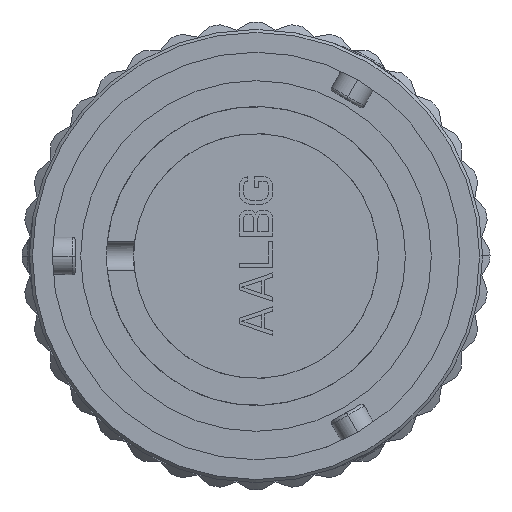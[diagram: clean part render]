
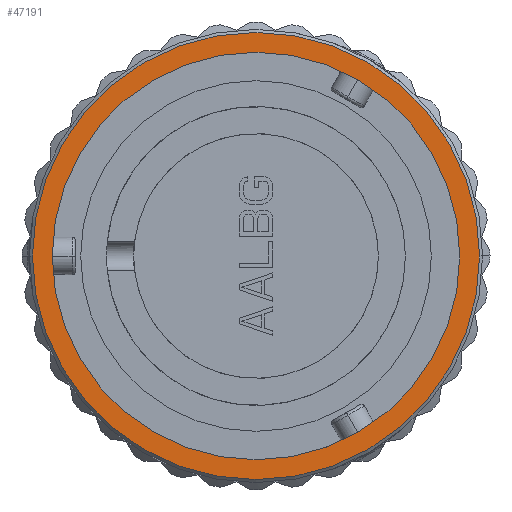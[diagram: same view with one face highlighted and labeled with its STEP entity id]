
A CAD part, left-side view. The second image highlights one B-rep face of the part: STEP entity #47191.
In plain terms, the highlighted planar face has unit normal (-1, 0, 0).
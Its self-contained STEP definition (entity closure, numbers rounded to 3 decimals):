
#2412=CARTESIAN_POINT('',(4.18,0.,0.));
#2413=DIRECTION('',(1.,0.,0.));
#2414=DIRECTION('',(0.,1.,0.));
#2415=AXIS2_PLACEMENT_3D('',#2412,#2413,#2414);
#2417=CARTESIAN_POINT('',(4.18,0.,0.));
#2418=DIRECTION('',(-1.,0.,0.));
#2419=DIRECTION('',(0.,1.,0.));
#2420=AXIS2_PLACEMENT_3D('',#2417,#2418,#2419);
#2422=CARTESIAN_POINT('',(4.18,0.,0.));
#2423=DIRECTION('',(1.,0.,0.));
#2424=DIRECTION('',(0.,1.,0.));
#2425=AXIS2_PLACEMENT_3D('',#2422,#2423,#2424);
#2427=CARTESIAN_POINT('',(4.18,0.,0.));
#2428=DIRECTION('',(-1.,0.,0.));
#2429=DIRECTION('',(0.,1.,0.));
#2430=AXIS2_PLACEMENT_3D('',#2427,#2428,#2429);
#43664=CARTESIAN_POINT('',(4.18,13.81,-0.002));
#43665=CARTESIAN_POINT('',(4.18,-13.81,0.002));
#43666=VERTEX_POINT('',#43664);
#43667=VERTEX_POINT('',#43665);
#44092=CARTESIAN_POINT('',(4.18,15.155,-0.002));
#44093=VERTEX_POINT('',#44092);
#44094=CARTESIAN_POINT('',(4.18,-15.155,0.002));
#44095=VERTEX_POINT('',#44094);
#47176=CARTESIAN_POINT('',(4.18,0.,0.));
#47177=DIRECTION('',(-1.,0.,0.));
#47178=DIRECTION('',(0.,-1.,0.));
#47179=AXIS2_PLACEMENT_3D('',#47176,#47177,#47178);
#47180=PLANE('1130',#47179);
#47181=ORIENTED_EDGE('11079',*,*,#47162,.F.);
#47182=ORIENTED_EDGE('11081',*,*,#47144,.T.);
#47183=EDGE_LOOP('1130',(#47181,#47182));
#47184=FACE_OUTER_BOUND('1130',#47183,.F.);
#47186=ORIENTED_EDGE('10805',*,*,#47185,.F.);
#47188=ORIENTED_EDGE('10803',*,*,#47187,.T.);
#47189=EDGE_LOOP('1130',(#47186,#47188));
#47190=FACE_BOUND('1130',#47189,.F.);
#2416=CIRCLE('11081',#2415,15.155);
#2421=CIRCLE('11079',#2420,15.155);
#2426=CIRCLE('10805',#2425,13.81);
#2431=CIRCLE('10803',#2430,13.81);
#47144=EDGE_CURVE('11081',#44093,#44095,#2416,.T.);
#47162=EDGE_CURVE('11079',#44093,#44095,#2421,.T.);
#47185=EDGE_CURVE('10805',#43666,#43667,#2426,.T.);
#47187=EDGE_CURVE('10803',#43666,#43667,#2431,.T.);
#47191=ADVANCED_FACE('1130',(#47184,#47190),#47180,.T.);
